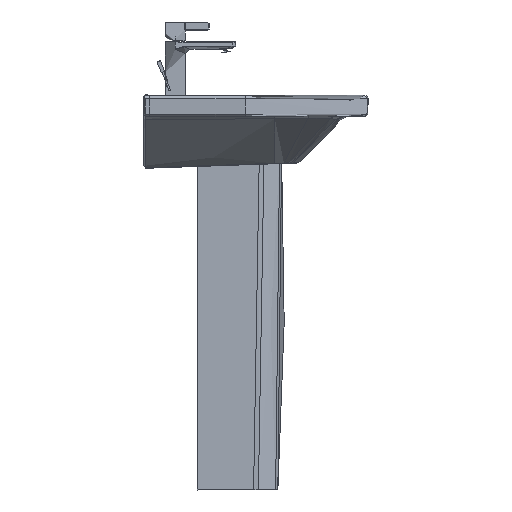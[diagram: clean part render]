
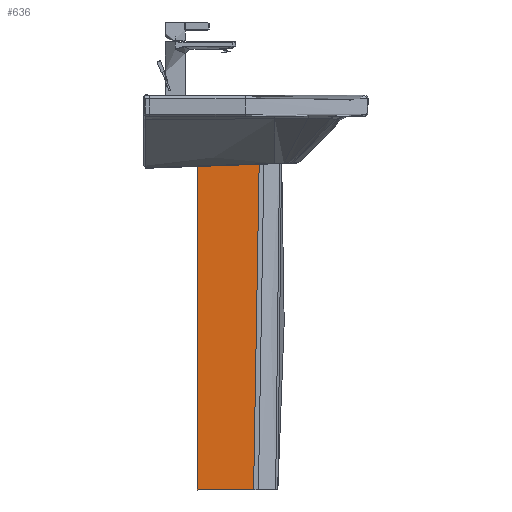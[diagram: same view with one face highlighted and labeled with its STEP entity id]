
A CAD part, left-side view. The second image highlights one B-rep face of the part: STEP entity #636.
In plain terms, the highlighted free-form (B-spline) face has degree [5, 5] with [9, 6] control points.
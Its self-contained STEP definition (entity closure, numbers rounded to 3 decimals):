
#636=ADVANCED_FACE('',(#1419),#11473,.T.);
#1419=FACE_OUTER_BOUND('',#2204,.T.);
#2204=EDGE_LOOP('',(#3105,#3106,#3107,#3108));
#3105=ORIENTED_EDGE('',*,*,#6863,.T.);
#3106=ORIENTED_EDGE('',*,*,#6865,.T.);
#3107=ORIENTED_EDGE('',*,*,#6864,.F.);
#3108=ORIENTED_EDGE('',*,*,#6849,.F.);
#6849=EDGE_CURVE('',#10335,#10321,#8760,.T.);
#6863=EDGE_CURVE('',#10335,#10342,#8774,.T.);
#6864=EDGE_CURVE('',#10321,#10322,#8775,.T.);
#6865=EDGE_CURVE('',#10342,#10322,#8776,.T.);
#8760=B_SPLINE_CURVE_WITH_KNOTS('',5,(#14749,#14750,#14751,#14752,#14753,
#14754,#14755,#14756,#14757,#14758,#14759,#14760,#14761,#14762,#14763,#14764,
#14765,#14766,#14767,#14768,#14769,#14770,#14771,#14772,#14773,#14774,#14775),
 .UNSPECIFIED.,.F.,.F.,(6,3,3,3,3,3,3,3,6),(-1014.293,-939.337,
-737.18,-534.646,-481.407,-329.77,
-152.247,-0.123,0.),.UNSPECIFIED.);
#8774=B_SPLINE_CURVE_WITH_KNOTS('',5,(#14972,#14973,#14974,#14975,#14976,
#14977),.UNSPECIFIED.,.F.,.F.,(6,6),(-44.424,76.24),
 .UNSPECIFIED.);
#8775=B_SPLINE_CURVE_WITH_KNOTS('',5,(#14978,#14979,#14980,#14981,#14982,
#14983),.UNSPECIFIED.,.F.,.F.,(6,6),(-132.778,0.),
 .UNSPECIFIED.);
#8776=B_SPLINE_CURVE_WITH_KNOTS('',5,(#14984,#14985,#14986,#14987,#14988,
#14989,#14990,#14991,#14992),.UNSPECIFIED.,.F.,.F.,(6,3,6),(-715.162,
-357.581,0.),.UNSPECIFIED.);
#10321=VERTEX_POINT('',#14473);
#10322=VERTEX_POINT('',#14474);
#10335=VERTEX_POINT('',#14487);
#10342=VERTEX_POINT('',#14494);
#11473=B_SPLINE_SURFACE_WITH_KNOTS('',5,5,((#12690,#12691,#12692,#12693,
#12694,#12695),(#12696,#12697,#12698,#12699,#12700,#12701),(#12702,#12703,
#12704,#12705,#12706,#12707),(#12708,#12709,#12710,#12711,#12712,#12713),
(#12714,#12715,#12716,#12717,#12718,#12719),(#12720,#12721,#12722,#12723,
#12724,#12725),(#12726,#12727,#12728,#12729,#12730,#12731),(#12732,#12733,
#12734,#12735,#12736,#12737),(#12738,#12739,#12740,#12741,#12742,#12743)),
 .UNSPECIFIED.,.F.,.F.,.F.,(6,3,6),(6,6),(0.,357.581,715.162),
(-86.45,76.24),.UNSPECIFIED.);
#12690=CARTESIAN_POINT('',(-86.833,155.721,-46.789));
#12691=CARTESIAN_POINT('',(-86.333,123.169,-46.789));
#12692=CARTESIAN_POINT('',(-85.833,90.616,-46.789));
#12693=CARTESIAN_POINT('',(-85.333,58.063,-46.789));
#12694=CARTESIAN_POINT('',(-84.833,25.511,-46.789));
#12695=CARTESIAN_POINT('',(-84.333,-7.042,-46.789));
#12696=CARTESIAN_POINT('',(-86.083,156.921,-118.289));
#12697=CARTESIAN_POINT('',(-85.916,124.367,-118.292));
#12698=CARTESIAN_POINT('',(-85.505,91.814,-118.292));
#12699=CARTESIAN_POINT('',(-84.972,59.263,-118.29));
#12700=CARTESIAN_POINT('',(-84.439,26.711,-118.289));
#12701=CARTESIAN_POINT('',(-84.028,-5.842,-118.289));
#12702=CARTESIAN_POINT('',(-85.333,158.121,-189.789));
#12703=CARTESIAN_POINT('',(-85.736,125.571,-189.798));
#12704=CARTESIAN_POINT('',(-85.531,93.024,-189.801));
#12705=CARTESIAN_POINT('',(-84.976,60.479,-189.8));
#12706=CARTESIAN_POINT('',(-84.329,27.934,-189.799));
#12707=CARTESIAN_POINT('',(-83.849,-4.614,-189.801));
#12708=CARTESIAN_POINT('',(-84.583,159.321,-261.289));
#12709=CARTESIAN_POINT('',(-84.388,126.776,-261.292));
#12710=CARTESIAN_POINT('',(-83.746,94.237,-261.288));
#12711=CARTESIAN_POINT('',(-82.933,61.701,-261.281));
#12712=CARTESIAN_POINT('',(-82.225,29.164,-261.274));
#12713=CARTESIAN_POINT('',(-81.897,-3.377,-261.273));
#12714=CARTESIAN_POINT('',(-83.083,161.721,-404.289));
#12715=CARTESIAN_POINT('',(-83.278,129.181,-404.296));
#12716=CARTESIAN_POINT('',(-82.69,96.654,-404.294));
#12717=CARTESIAN_POINT('',(-81.724,64.131,-404.288));
#12718=CARTESIAN_POINT('',(-80.785,31.609,-404.282));
#12719=CARTESIAN_POINT('',(-80.278,-0.921,-404.281));
#12720=CARTESIAN_POINT('',(-81.583,164.121,-547.289));
#12721=CARTESIAN_POINT('',(-81.388,131.59,-547.292));
#12722=CARTESIAN_POINT('',(-80.594,99.072,-547.289));
#12723=CARTESIAN_POINT('',(-79.54,66.56,-547.282));
#12724=CARTESIAN_POINT('',(-78.568,34.047,-547.275));
#12725=CARTESIAN_POINT('',(-78.017,1.527,-547.273));
#12726=CARTESIAN_POINT('',(-80.833,165.321,-618.789));
#12727=CARTESIAN_POINT('',(-81.236,132.792,-618.798));
#12728=CARTESIAN_POINT('',(-80.84,100.274,-618.802));
#12729=CARTESIAN_POINT('',(-79.984,67.763,-618.801));
#12730=CARTESIAN_POINT('',(-79.007,35.251,-618.8));
#12731=CARTESIAN_POINT('',(-78.247,2.734,-618.801));
#12732=CARTESIAN_POINT('',(-80.083,166.521,-690.289));
#12733=CARTESIAN_POINT('',(-79.917,133.995,-690.292));
#12734=CARTESIAN_POINT('',(-79.353,101.477,-690.293));
#12735=CARTESIAN_POINT('',(-78.58,68.963,-690.291));
#12736=CARTESIAN_POINT('',(-77.783,36.449,-690.29));
#12737=CARTESIAN_POINT('',(-77.148,3.933,-690.289));
#12738=CARTESIAN_POINT('',(-79.333,167.721,-761.789));
#12739=CARTESIAN_POINT('',(-78.834,135.203,-761.789));
#12740=CARTESIAN_POINT('',(-78.334,102.686,-761.789));
#12741=CARTESIAN_POINT('',(-77.835,70.168,-761.789));
#12742=CARTESIAN_POINT('',(-77.335,37.65,-761.789));
#12743=CARTESIAN_POINT('',(-76.836,5.133,-761.789));
#14473=CARTESIAN_POINT('',(-86.372,125.721,-46.789));
#14474=CARTESIAN_POINT('',(-84.333,-7.042,-46.789));
#14487=CARTESIAN_POINT('',(-78.688,125.721,-761.789));
#14494=CARTESIAN_POINT('',(-76.836,5.133,-761.789));
#14749=CARTESIAN_POINT('',(-78.688,125.721,-761.789));
#14750=CARTESIAN_POINT('',(-78.831,125.721,-751.191));
#14751=CARTESIAN_POINT('',(-78.981,125.721,-740.593));
#14752=CARTESIAN_POINT('',(-79.132,125.721,-729.996));
#14753=CARTESIAN_POINT('',(-79.687,125.721,-690.816));
#14754=CARTESIAN_POINT('',(-80.2,125.721,-651.636));
#14755=CARTESIAN_POINT('',(-80.518,125.721,-622.967));
#14756=CARTESIAN_POINT('',(-81.096,125.721,-565.747));
#14757=CARTESIAN_POINT('',(-81.651,125.721,-508.526));
#14758=CARTESIAN_POINT('',(-81.944,125.721,-480.07));
#14759=CARTESIAN_POINT('',(-82.36,125.721,-443.907));
#14760=CARTESIAN_POINT('',(-82.765,125.721,-407.743));
#14761=CARTESIAN_POINT('',(-82.827,125.721,-402.102));
#14762=CARTESIAN_POINT('',(-83.139,125.721,-373.135));
#14763=CARTESIAN_POINT('',(-83.442,125.721,-344.167));
#14764=CARTESIAN_POINT('',(-83.68,125.721,-322.676));
#14765=CARTESIAN_POINT('',(-84.217,125.721,-276.136));
#14766=CARTESIAN_POINT('',(-84.764,125.721,-229.597));
#14767=CARTESIAN_POINT('',(-85.05,125.721,-204.584));
#14768=CARTESIAN_POINT('',(-85.53,125.721,-157.975));
#14769=CARTESIAN_POINT('',(-85.912,125.721,-111.365));
#14770=CARTESIAN_POINT('',(-86.066,125.721,-89.895));
#14771=CARTESIAN_POINT('',(-86.21,125.721,-68.368));
#14772=CARTESIAN_POINT('',(-86.372,125.721,-46.841));
#14773=CARTESIAN_POINT('',(-86.372,125.721,-46.838));
#14774=CARTESIAN_POINT('',(-86.372,125.721,-46.814));
#14775=CARTESIAN_POINT('',(-86.372,125.721,-46.789));
#14972=CARTESIAN_POINT('',(-78.688,125.721,-761.789));
#14973=CARTESIAN_POINT('',(-78.318,101.603,-761.789));
#14974=CARTESIAN_POINT('',(-77.947,77.486,-761.789));
#14975=CARTESIAN_POINT('',(-77.577,53.368,-761.789));
#14976=CARTESIAN_POINT('',(-77.206,29.25,-761.789));
#14977=CARTESIAN_POINT('',(-76.836,5.133,-761.789));
#14978=CARTESIAN_POINT('',(-86.372,125.721,-46.789));
#14979=CARTESIAN_POINT('',(-85.965,99.169,-46.789));
#14980=CARTESIAN_POINT('',(-85.557,72.616,-46.789));
#14981=CARTESIAN_POINT('',(-85.149,46.063,-46.789));
#14982=CARTESIAN_POINT('',(-84.741,19.511,-46.789));
#14983=CARTESIAN_POINT('',(-84.333,-7.042,-46.789));
#14984=CARTESIAN_POINT('',(-76.836,5.133,-761.789));
#14985=CARTESIAN_POINT('',(-77.148,3.933,-690.289));
#14986=CARTESIAN_POINT('',(-78.247,2.734,-618.801));
#14987=CARTESIAN_POINT('',(-78.017,1.527,-547.273));
#14988=CARTESIAN_POINT('',(-80.278,-0.921,-404.281));
#14989=CARTESIAN_POINT('',(-81.897,-3.377,-261.273));
#14990=CARTESIAN_POINT('',(-83.849,-4.614,-189.801));
#14991=CARTESIAN_POINT('',(-84.028,-5.842,-118.289));
#14992=CARTESIAN_POINT('',(-84.333,-7.042,-46.789));
